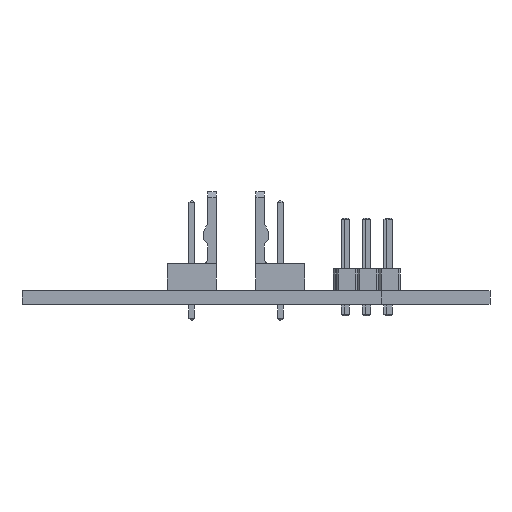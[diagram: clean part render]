
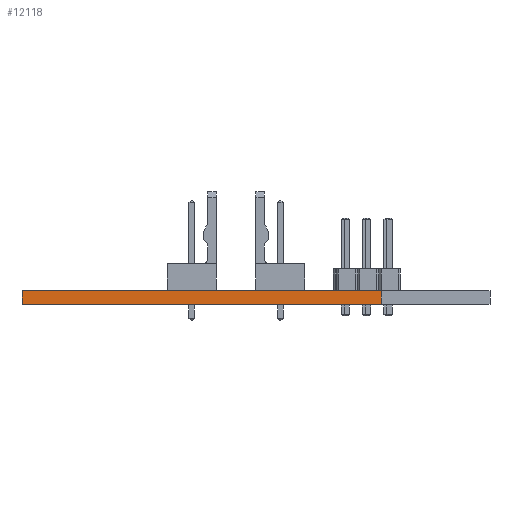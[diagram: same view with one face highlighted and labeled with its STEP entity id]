
A CAD part, left-side view. The second image highlights one B-rep face of the part: STEP entity #12118.
In plain terms, the highlighted planar face has unit normal (-1, 0.001, 0).
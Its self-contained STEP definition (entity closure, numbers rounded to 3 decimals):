
#10595 = VERTEX_POINT('',#10596);
#10596 = CARTESIAN_POINT('',(66.2,-51.93,0.));
#10602 = EDGE_CURVE('',#10603,#10595,#10605,.T.);
#10603 = VERTEX_POINT('',#10604);
#10604 = CARTESIAN_POINT('',(66.165,-94.46,0.));
#10605 = LINE('',#10606,#10607);
#10606 = CARTESIAN_POINT('',(66.165,-94.46,0.));
#10607 = VECTOR('',#10608,1.);
#10608 = DIRECTION('',(0.001,1.,0.));
#11343 = VERTEX_POINT('',#11344);
#11344 = CARTESIAN_POINT('',(66.2,-51.93,1.6));
#11350 = EDGE_CURVE('',#11351,#11343,#11353,.T.);
#11351 = VERTEX_POINT('',#11352);
#11352 = CARTESIAN_POINT('',(66.165,-94.46,1.6));
#11353 = LINE('',#11354,#11355);
#11354 = CARTESIAN_POINT('',(66.165,-94.46,1.6));
#11355 = VECTOR('',#11356,1.);
#11356 = DIRECTION('',(0.001,1.,0.));
#12088 = EDGE_CURVE('',#10595,#11343,#12089,.T.);
#12089 = LINE('',#12090,#12091);
#12090 = CARTESIAN_POINT('',(66.2,-51.93,0.));
#12091 = VECTOR('',#12092,1.);
#12092 = DIRECTION('',(0.,0.,1.));
#12118 = ADVANCED_FACE('',(#12119),#12130,.T.);
#12119 = FACE_BOUND('',#12120,.T.);
#12120 = EDGE_LOOP('',(#12121,#12127,#12128,#12129));
#12121 = ORIENTED_EDGE('',*,*,#12122,.T.);
#12122 = EDGE_CURVE('',#10603,#11351,#12123,.T.);
#12123 = LINE('',#12124,#12125);
#12124 = CARTESIAN_POINT('',(66.165,-94.46,0.));
#12125 = VECTOR('',#12126,1.);
#12126 = DIRECTION('',(0.,0.,1.));
#12127 = ORIENTED_EDGE('',*,*,#11350,.T.);
#12128 = ORIENTED_EDGE('',*,*,#12088,.F.);
#12129 = ORIENTED_EDGE('',*,*,#10602,.F.);
#12130 = PLANE('',#12131);
#12131 = AXIS2_PLACEMENT_3D('',#12132,#12133,#12134);
#12132 = CARTESIAN_POINT('',(66.165,-94.46,0.));
#12133 = DIRECTION('',(-1.,0.001,0.));
#12134 = DIRECTION('',(0.001,1.,0.));
